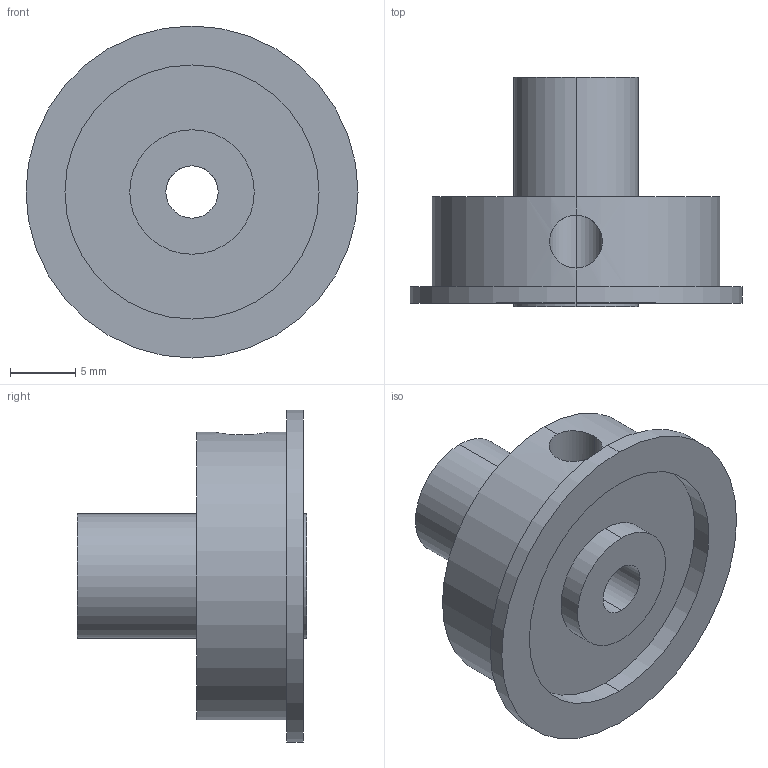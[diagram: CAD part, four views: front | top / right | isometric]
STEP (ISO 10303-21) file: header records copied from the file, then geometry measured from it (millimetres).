
FILE_DESCRIPTION (( 'STEP AP203' ), '1' );
FILE_NAME ('595638.STEP', '2014-07-22T18:32:07', ( 'Kyle' ), ( 'Microsoft' ), 'SwSTEP 2.0', 'SolidWorks 2014', '' );
FILE_SCHEMA (( 'CONFIG_CONTROL_DESIGN' ));
Length unit declared in the file: inch
Products named in the file (1): 595638
Bounding box: 25.39 x 17.53 x 25.39 mm (x, y, z)
Volume: 3177.4 mm3; surface area: 2315.6 mm2
Topology: 1 solids, 1 shells, 26 faces, 62 edges, 40 vertices
Faces by surface type: cylinder 16, plane 8, cone 2
Entity records: 963 total; most frequent: CARTESIAN_POINT 255, DIRECTION 140, ORIENTED_EDGE 124, EDGE_CURVE 62, AXIS2_PLACEMENT_3D 59, VERTEX_POINT 40, CIRCLE 32, EDGE_LOOP 32
